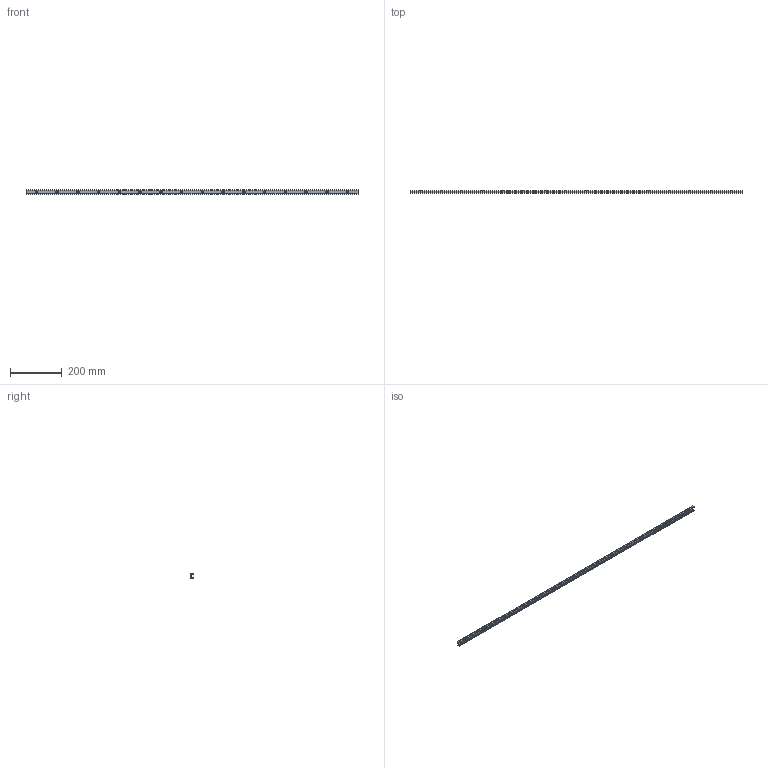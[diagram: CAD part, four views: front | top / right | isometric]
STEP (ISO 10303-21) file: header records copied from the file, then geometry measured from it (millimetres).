
FILE_DESCRIPTION((''),'2;1');
FILE_NAME('LCU 18-1280.C.stp','2016-05-02T15:11:23',('MRathmann'),(''),'Autodesk Inventor 2012','Autodesk Inventor 2012','');
FILE_SCHEMA(('CONFIG_CONTROL_DESIGN'));
Length unit declared in the file: millimetre
Products named in the file (1): LCU 18-1280.C
Bounding box: 1280 x 8.25 x 18 mm (x, y, z)
Volume: 85123.9 mm3; surface area: 81910.7 mm2
Topology: 1 solids, 1 shells, 70 faces, 204 edges, 136 vertices
Faces by surface type: cylinder 43, plane 27
Full cylindrical faces by diameter (mm): 5 x16, 9.5 x16
Entity records: 2188 total; most frequent: CARTESIAN_POINT 427, DIRECTION 368, ORIENTED_EDGE 312, AXIS2_PLACEMENT_3D 157, EDGE_CURVE 156, EDGE_LOOP 134, VERTEX_POINT 120, CIRCLE 86
